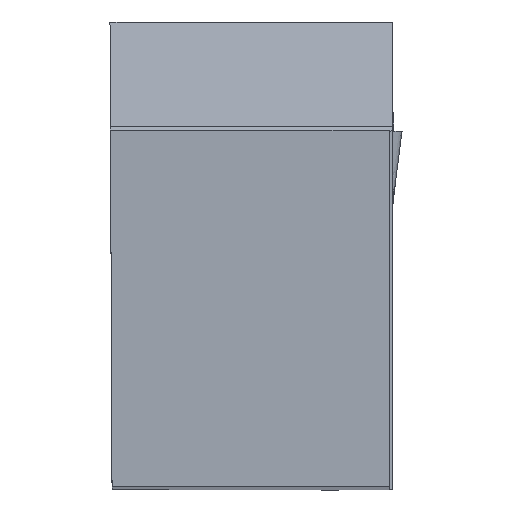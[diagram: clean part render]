
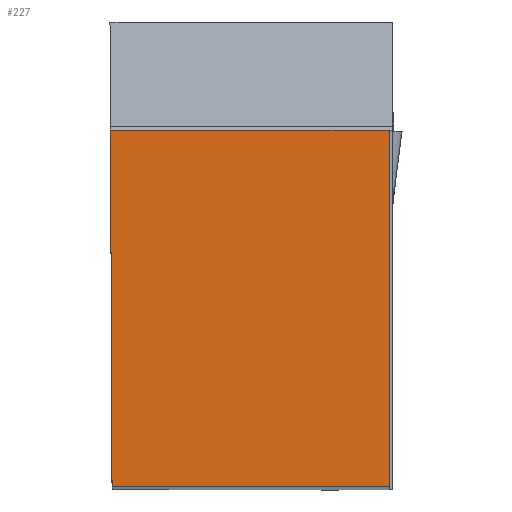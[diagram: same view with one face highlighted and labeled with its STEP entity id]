
A CAD part, top view. The second image highlights one B-rep face of the part: STEP entity #227.
In plain terms, the highlighted planar face has unit normal (0, 0, 1).
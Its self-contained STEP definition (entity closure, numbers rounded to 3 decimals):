
#227=ADVANCED_FACE('BLANK_BOXF006',(#380),#288,.F.);
#288=PLANE('',#2132);
#380=FACE_OUTER_BOUND('',#477,.T.);
#477=EDGE_LOOP('',(#961,#962,#963,#964));
#961=ORIENTED_EDGE('',*,*,#1490,.T.);
#962=ORIENTED_EDGE('',*,*,#1491,.T.);
#963=ORIENTED_EDGE('',*,*,#1492,.T.);
#964=ORIENTED_EDGE('',*,*,#1477,.T.);
#1221=VERTEX_POINT('',#4308);
#1222=VERTEX_POINT('',#4310);
#1231=VERTEX_POINT('',#4350);
#1232=VERTEX_POINT('',#4352);
#1477=EDGE_CURVE('',#1222,#1221,#1669,.T.);
#1490=EDGE_CURVE('',#1221,#1231,#1679,.T.);
#1491=EDGE_CURVE('',#1231,#1232,#1680,.T.);
#1492=EDGE_CURVE('',#1232,#1222,#1681,.T.);
#1669=LINE('',#4309,#1876);
#1679=LINE('',#4349,#1886);
#1680=LINE('',#4351,#1887);
#1681=LINE('',#4353,#1888);
#1876=VECTOR('',#2468,1.);
#1886=VECTOR('',#2488,1.);
#1887=VECTOR('',#2489,1.);
#1888=VECTOR('',#2490,1.);
#2132=AXIS2_PLACEMENT_3D('',#4354,#2491,#2492);
#2468=DIRECTION('',(1.,0.,0.));
#2488=DIRECTION('',(0.,1.,0.));
#2489=DIRECTION('',(-1.,0.,0.));
#2490=DIRECTION('',(0.004,-1.,0.));
#2491=DIRECTION('',(0.,0.,-1.));
#2492=DIRECTION('',(0.,-1.,0.));
#4308=CARTESIAN_POINT('',(24.875,0.,0.));
#4309=CARTESIAN_POINT('',(-170.15,0.,0.));
#4310=CARTESIAN_POINT('',(0.139,0.,0.));
#4349=CARTESIAN_POINT('',(24.875,-170.15,0.));
#4350=CARTESIAN_POINT('',(24.875,31.85,0.));
#4351=CARTESIAN_POINT('',(170.15,31.85,0.));
#4352=CARTESIAN_POINT('',(0.,31.85,0.));
#4353=CARTESIAN_POINT('',(-0.603,170.148,0.));
#4354=CARTESIAN_POINT('',(25.175,-5.,0.));
